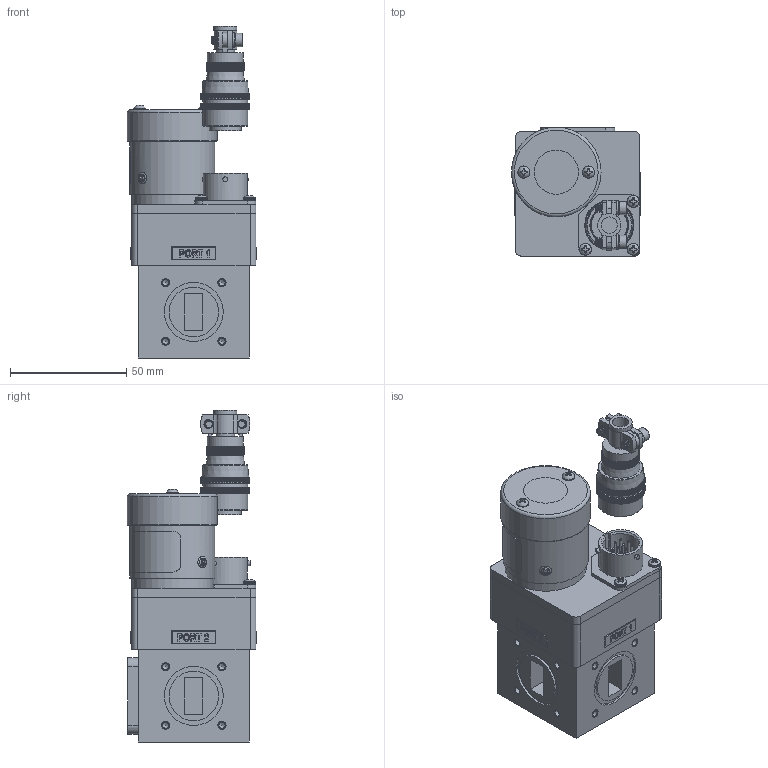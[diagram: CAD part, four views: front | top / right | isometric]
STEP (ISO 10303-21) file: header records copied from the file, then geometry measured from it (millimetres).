
FILE_DESCRIPTION (( 'STEP AP203' ), '1' );
FILE_NAME ('PEWGS6011_3D.step', '2021-06-29T15:26:25', ( '' ), ( '' ), 'SwSTEP 2.0', 'SolidWorks 2020', '' );
FILE_SCHEMA (( 'CONFIG_CONTROL_DESIGN' ));
Products named in the file (1): PEWGS6011_3D
Bounding box: 55.63 x 55.63 x 143.01 mm (x, y, z)
Volume: 220796.1 mm3; surface area: 37536.7 mm2
Topology: 3 solids, 17 shells, 7693 faces, 17323 edges, 9770 vertices
Faces by surface type: bspline 5515, cylinder 1464, plane 565, cone 110, sphere 27, torus 12
Full cylindrical faces by diameter (mm): 1.651 x10, 2.705 x12, 2.794 x8, 3.048 x2, 3.454 x4, 3.505 x12, 3.658 x3, 3.759 x2, 4.166 x4, 5.238 x3, 5.283 x2, 5.74 x2, 6.248 x2, 6.987 x1, 8.003 x1, 10.035 x1, 12.192 x1, 12.954 x1, 13.716 x1, 15.392 x1, 18.999 x1, 19.05 x2, 19.304 x2, 21.336 x3, 25.4 x3, 35.052 x1, 36.703 x1, 38.608 x1
Entity records: 276828 total; most frequent: CARTESIAN_POINT 167606, ORIENTED_EDGE 34118, EDGE_CURVE 17059, VERTEX_POINT 9685, EDGE_LOOP 7974, DIRECTION 7899, FACE_OUTER_BOUND 7789, ADVANCED_FACE 7685
